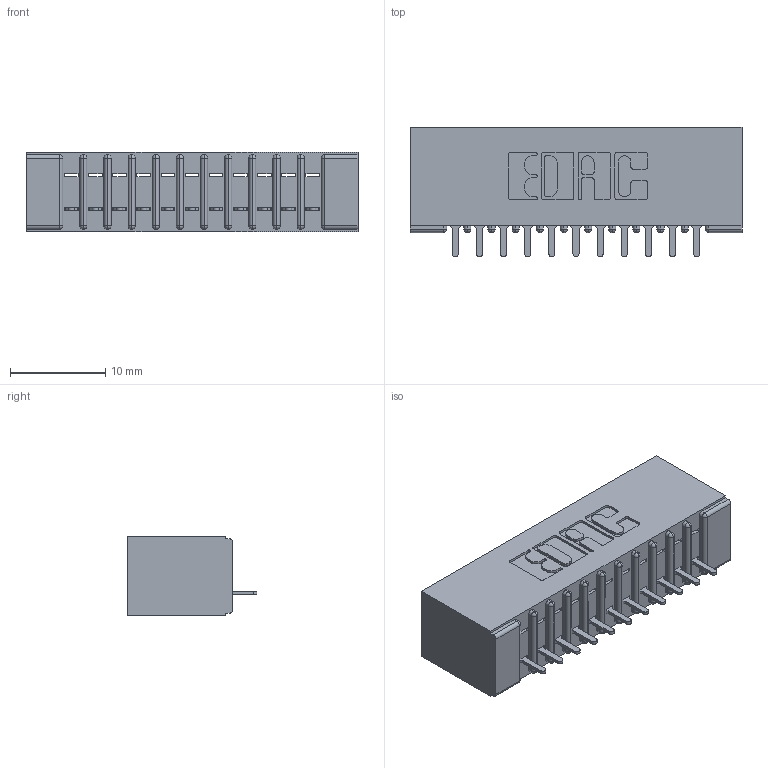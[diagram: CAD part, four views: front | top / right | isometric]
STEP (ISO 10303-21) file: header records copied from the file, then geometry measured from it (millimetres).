
FILE_DESCRIPTION (( 'STEP AP203' ), '1' );
FILE_NAME ('391-011-524-101.STEP', '2018-08-08T16:18:47', ( '' ), ( '' ), 'SwSTEP 2.0', 'SolidWorks 2016', '' );
FILE_SCHEMA (( 'CONFIG_CONTROL_DESIGN' ));
Length unit declared in the file: inch
Products named in the file (3): 341 Part_No Mounting Lugs; 341-292-001_341-292-124; 391-011-524-101
Assembly tree (12 placements, depth 2):
  391-011-524-101
    341 Part_No Mounting Lugs
    341-292-001_341-292-124  x11
Bounding box: 34.92 x 13.64 x 8.38 mm (x, y, z)
Volume: 2067.4 mm3; surface area: 3760.4 mm2
Topology: 12 solids, 12 shells, 1010 faces, 2899 edges, 1862 vertices
Faces by surface type: plane 625, cylinder 341, sphere 24, torus 20
Entity records: 16812 total; most frequent: CARTESIAN_POINT 2842, ORIENTED_EDGE 2830, DIRECTION 2767, EDGE_CURVE 1415, LINE 1113, VECTOR 1113, VERTEX_POINT 902, AXIS2_PLACEMENT_3D 827
